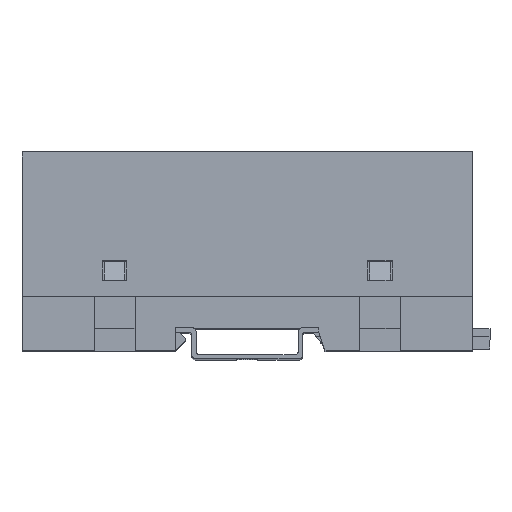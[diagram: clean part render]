
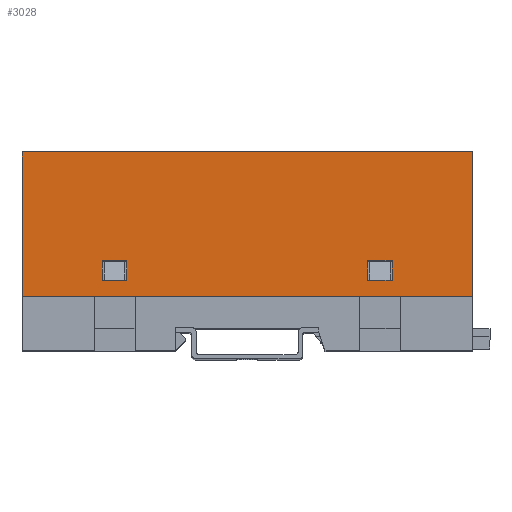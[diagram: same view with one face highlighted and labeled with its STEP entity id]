
A CAD part, top view. The second image highlights one B-rep face of the part: STEP entity #3028.
In plain terms, the highlighted face is planar.
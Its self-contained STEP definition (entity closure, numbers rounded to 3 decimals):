
#13 = VERTEX_POINT ( 'NONE', #11440 ) ;
#329 = VERTEX_POINT ( 'NONE', #16634 ) ;
#364 = EDGE_CURVE ( 'NONE', #13, #5768, #5635, .T. ) ;
#467 = DIRECTION ( 'NONE',  ( 1., 0., 0. ) ) ;
#719 = CARTESIAN_POINT ( 'NONE',  ( -29.4, 8.7, -52.5 ) ) ;
#781 = EDGE_CURVE ( 'NONE', #5768, #6226, #11663, .T. ) ;
#900 = LINE ( 'NONE', #2938, #15657 ) ;
#1176 = DIRECTION ( 'NONE',  ( 0., 0., 1. ) ) ;
#1424 = VECTOR ( 'NONE', #16627, 1000. ) ;
#1515 = FACE_BOUND ( 'NONE', #13561, .T. ) ;
#1626 = CARTESIAN_POINT ( 'NONE',  ( -29.4, 4., -52.5 ) ) ;
#1736 = LINE ( 'NONE', #8058, #8020 ) ;
#2040 = VECTOR ( 'NONE', #12272, 1000. ) ;
#2173 = EDGE_CURVE ( 'NONE', #10122, #2802, #12240, .T. ) ;
#2206 = VECTOR ( 'NONE', #12503, 1000. ) ;
#2335 = CARTESIAN_POINT ( 'NONE',  ( -55., 35.3, -52.5 ) ) ;
#2390 = CARTESIAN_POINT ( 'NONE',  ( -29.4, 4., -52.5 ) ) ;
#2802 = VERTEX_POINT ( 'NONE', #13545 ) ;
#2938 = CARTESIAN_POINT ( 'NONE',  ( 35.4, 4., -52.5 ) ) ;
#3028 = ADVANCED_FACE ( 'NONE', ( #10036, #1515, #4879 ), #16825, .F. ) ;
#3151 = VERTEX_POINT ( 'NONE', #14179 ) ;
#3705 = LINE ( 'NONE', #1626, #11968 ) ;
#3925 = CARTESIAN_POINT ( 'NONE',  ( 55., 35.3, -52.5 ) ) ;
#3995 = DIRECTION ( 'NONE',  ( 0., -1., 0. ) ) ;
#4015 = ORIENTED_EDGE ( 'NONE', *, *, #4963, .F. ) ;
#4060 = VECTOR ( 'NONE', #6219, 1000. ) ;
#4106 = CARTESIAN_POINT ( 'NONE',  ( -55., 35.3, -52.5 ) ) ;
#4539 = ORIENTED_EDGE ( 'NONE', *, *, #18236, .F. ) ;
#4661 = VECTOR ( 'NONE', #7166, 1000. ) ;
#4879 = FACE_OUTER_BOUND ( 'NONE', #7738, .T. ) ;
#4903 = ORIENTED_EDGE ( 'NONE', *, *, #781, .F. ) ;
#4914 = CARTESIAN_POINT ( 'NONE',  ( -29.4, 8.7, -52.5 ) ) ;
#4963 = EDGE_CURVE ( 'NONE', #10903, #14947, #8517, .T. ) ;
#5218 = CARTESIAN_POINT ( 'NONE',  ( 29.4, 8.7, -52.5 ) ) ;
#5230 = LINE ( 'NONE', #2335, #1424 ) ;
#5635 = LINE ( 'NONE', #719, #2040 ) ;
#5768 = VERTEX_POINT ( 'NONE', #18164 ) ;
#5993 = ORIENTED_EDGE ( 'NONE', *, *, #12318, .F. ) ;
#6000 = LINE ( 'NONE', #14295, #4661 ) ;
#6219 = DIRECTION ( 'NONE',  ( 0., -1., 0. ) ) ;
#6226 = VERTEX_POINT ( 'NONE', #2390 ) ;
#6340 = DIRECTION ( 'NONE',  ( 0., 1., 0. ) ) ;
#6649 = VECTOR ( 'NONE', #12815, 1000. ) ;
#6689 = VECTOR ( 'NONE', #10862, 1000. ) ;
#6913 = CARTESIAN_POINT ( 'NONE',  ( -55., 35.3, -52.5 ) ) ;
#7166 = DIRECTION ( 'NONE',  ( 0., 1., 0. ) ) ;
#7738 = EDGE_LOOP ( 'NONE', ( #8732, #4539, #17994, #8623 ) ) ;
#7785 = EDGE_CURVE ( 'NONE', #14947, #329, #10381, .T. ) ;
#7974 = AXIS2_PLACEMENT_3D ( 'NONE', #6913, #1176, #467 ) ;
#8020 = VECTOR ( 'NONE', #6340, 1000. ) ;
#8058 = CARTESIAN_POINT ( 'NONE',  ( 29.4, 8.7, -52.5 ) ) ;
#8068 = CARTESIAN_POINT ( 'NONE',  ( 35.4, 8.7, -52.5 ) ) ;
#8514 = LINE ( 'NONE', #3925, #11830 ) ;
#8517 = LINE ( 'NONE', #8068, #6689 ) ;
#8623 = ORIENTED_EDGE ( 'NONE', *, *, #17348, .T. ) ;
#8732 = ORIENTED_EDGE ( 'NONE', *, *, #2173, .T. ) ;
#8785 = DIRECTION ( 'NONE',  ( -1., 0., 0. ) ) ;
#9123 = EDGE_CURVE ( 'NONE', #9595, #11573, #5230, .T. ) ;
#9595 = VERTEX_POINT ( 'NONE', #18317 ) ;
#9850 = EDGE_CURVE ( 'NONE', #329, #12407, #900, .T. ) ;
#10036 = FACE_BOUND ( 'NONE', #15138, .T. ) ;
#10122 = VERTEX_POINT ( 'NONE', #15233 ) ;
#10381 = LINE ( 'NONE', #11542, #12586 ) ;
#10862 = DIRECTION ( 'NONE',  ( 1., 0., 0. ) ) ;
#10903 = VERTEX_POINT ( 'NONE', #5218 ) ;
#11023 = ORIENTED_EDGE ( 'NONE', *, *, #364, .F. ) ;
#11050 = ORIENTED_EDGE ( 'NONE', *, *, #7785, .F. ) ;
#11103 = CARTESIAN_POINT ( 'NONE',  ( -55., 0., -52.5 ) ) ;
#11440 = CARTESIAN_POINT ( 'NONE',  ( -35.4, 8.7, -52.5 ) ) ;
#11542 = CARTESIAN_POINT ( 'NONE',  ( 35.4, 8.7, -52.5 ) ) ;
#11573 = VERTEX_POINT ( 'NONE', #14624 ) ;
#11663 = LINE ( 'NONE', #4914, #4060 ) ;
#11830 = VECTOR ( 'NONE', #3995, 1000. ) ;
#11968 = VECTOR ( 'NONE', #8785, 1000. ) ;
#12240 = LINE ( 'NONE', #11103, #2206 ) ;
#12272 = DIRECTION ( 'NONE',  ( 1., 0., 0. ) ) ;
#12318 = EDGE_CURVE ( 'NONE', #6226, #3151, #3705, .T. ) ;
#12407 = VERTEX_POINT ( 'NONE', #17680 ) ;
#12503 = DIRECTION ( 'NONE',  ( -1., 0., 0. ) ) ;
#12586 = VECTOR ( 'NONE', #14300, 1000. ) ;
#12631 = ORIENTED_EDGE ( 'NONE', *, *, #9850, .F. ) ;
#12815 = DIRECTION ( 'NONE',  ( 0., -1., 0. ) ) ;
#13545 = CARTESIAN_POINT ( 'NONE',  ( -55., 0., -52.5 ) ) ;
#13561 = EDGE_LOOP ( 'NONE', ( #4015, #13963, #12631, #11050 ) ) ;
#13696 = CARTESIAN_POINT ( 'NONE',  ( 35.4, 8.7, -52.5 ) ) ;
#13963 = ORIENTED_EDGE ( 'NONE', *, *, #17950, .F. ) ;
#14179 = CARTESIAN_POINT ( 'NONE',  ( -35.4, 4., -52.5 ) ) ;
#14295 = CARTESIAN_POINT ( 'NONE',  ( -35.4, 8.7, -52.5 ) ) ;
#14300 = DIRECTION ( 'NONE',  ( 0., -1., 0. ) ) ;
#14624 = CARTESIAN_POINT ( 'NONE',  ( -55., 35.3, -52.5 ) ) ;
#14947 = VERTEX_POINT ( 'NONE', #13696 ) ;
#15138 = EDGE_LOOP ( 'NONE', ( #5993, #4903, #11023, #15805 ) ) ;
#15233 = CARTESIAN_POINT ( 'NONE',  ( 55., 0., -52.5 ) ) ;
#15657 = VECTOR ( 'NONE', #17607, 1000. ) ;
#15805 = ORIENTED_EDGE ( 'NONE', *, *, #18126, .F. ) ;
#16627 = DIRECTION ( 'NONE',  ( -1., 0., 0. ) ) ;
#16634 = CARTESIAN_POINT ( 'NONE',  ( 35.4, 4., -52.5 ) ) ;
#16825 = PLANE ( 'NONE',  #7974 ) ;
#17348 = EDGE_CURVE ( 'NONE', #9595, #10122, #8514, .T. ) ;
#17607 = DIRECTION ( 'NONE',  ( -1., 0., 0. ) ) ;
#17680 = CARTESIAN_POINT ( 'NONE',  ( 29.4, 4., -52.5 ) ) ;
#17950 = EDGE_CURVE ( 'NONE', #12407, #10903, #1736, .T. ) ;
#17994 = ORIENTED_EDGE ( 'NONE', *, *, #9123, .F. ) ;
#18126 = EDGE_CURVE ( 'NONE', #3151, #13, #6000, .T. ) ;
#18164 = CARTESIAN_POINT ( 'NONE',  ( -29.4, 8.7, -52.5 ) ) ;
#18236 = EDGE_CURVE ( 'NONE', #11573, #2802, #18275, .T. ) ;
#18275 = LINE ( 'NONE', #4106, #6649 ) ;
#18317 = CARTESIAN_POINT ( 'NONE',  ( 55., 35.3, -52.5 ) ) ;
